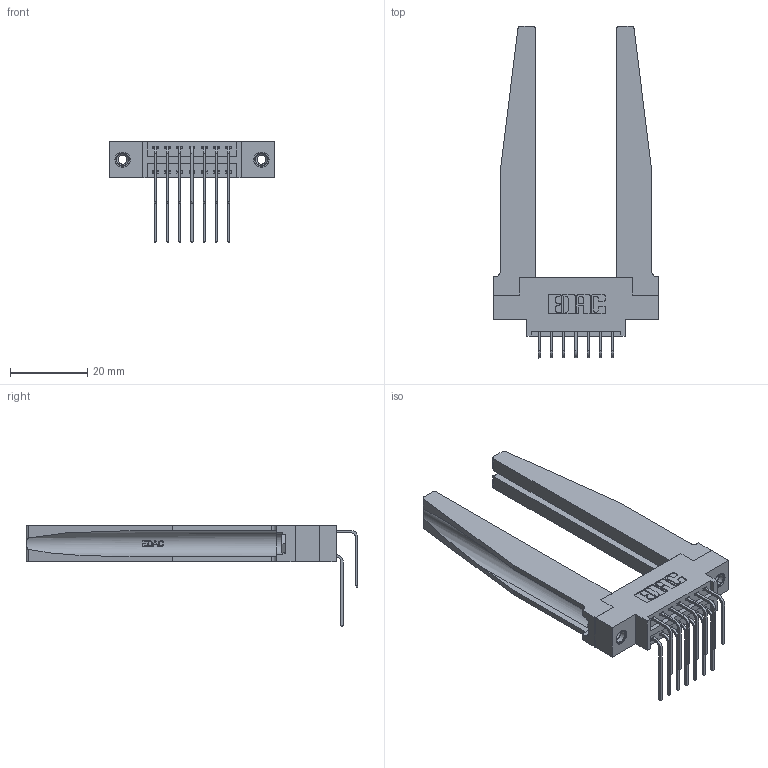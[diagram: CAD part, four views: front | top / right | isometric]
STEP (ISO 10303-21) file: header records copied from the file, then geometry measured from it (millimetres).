
FILE_DESCRIPTION (( 'STEP AP203' ), '1' );
FILE_NAME ('396-014-559-878.STEP', '2019-11-02T13:52:39', ( '' ), ( '' ), 'SwSTEP 2.0', 'SolidWorks 2016', '' );
FILE_SCHEMA (( 'CONFIG_CONTROL_DESIGN' ));
Length unit declared in the file: inch
Products named in the file (6): 345-292-001_559 Tail - 2; 345-292-001_558 559 Tail - 1; 346 Part_0.170 Offset - 0.156 Dia-TH; 346-220-078_345-220-078; 345-250-001_345-250-001-102; 396-014-559-878
Assembly tree (19 placements, depth 2):
  396-014-559-878
    346 Part_0.170 Offset - 0.156 Dia-TH
    345-292-001_558 559 Tail - 1  x7
    345-292-001_559 Tail - 2  x7
    346-220-078_345-220-078  x2
    345-250-001_345-250-001-102  x2
Bounding box: 42.8 x 86.17 x 26.16 mm (x, y, z)
Volume: 10736.6 mm3; surface area: 11816 mm2
Topology: 19 solids, 19 shells, 1116 faces, 3203 edges, 2106 vertices
Faces by surface type: plane 740, cylinder 324, bspline 36, cone 12, torus 4
Entity records: 15944 total; most frequent: CARTESIAN_POINT 3666, ORIENTED_EDGE 2438, DIRECTION 2241, EDGE_CURVE 1219, VECTOR 925, LINE 925, VERTEX_POINT 804, AXIS2_PLACEMENT_3D 658
